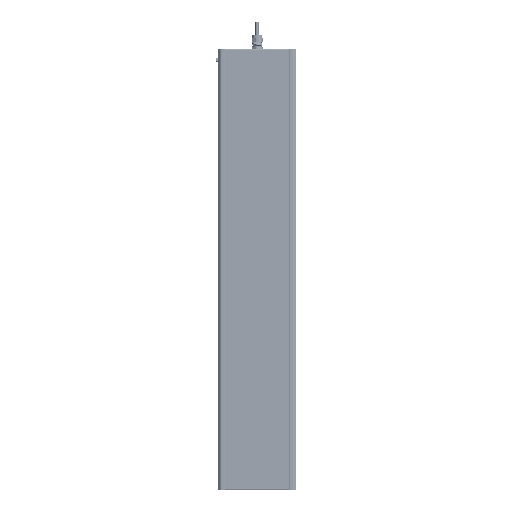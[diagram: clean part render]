
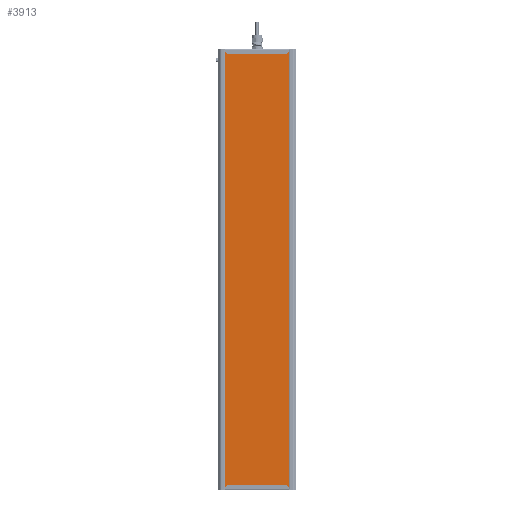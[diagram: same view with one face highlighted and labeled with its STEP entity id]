
A CAD part, front view. The second image highlights one B-rep face of the part: STEP entity #3913.
In plain terms, the highlighted face is planar.
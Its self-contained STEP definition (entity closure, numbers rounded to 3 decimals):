
#3913=ADVANCED_FACE('',(#10497),#10499,.T.);
#10497=FACE_BOUND('',#10498,.T.);
#10498=EDGE_LOOP('',(#41405,#41406,#41407,#41408));
#10499=PLANE('',#10500);
#10500=AXIS2_PLACEMENT_3D('',#10501,#10502,#10503);
#10501=CARTESIAN_POINT('',(2111.497,401.002,-34.582));
#10502=DIRECTION('',(0.,0.,-1.));
#10503=DIRECTION('',(0.,1.,0.));
#41405=ORIENTED_EDGE('',*,*,#47259,.F.);
#41406=ORIENTED_EDGE('',*,*,#47258,.T.);
#41407=ORIENTED_EDGE('',*,*,#47260,.F.);
#41408=ORIENTED_EDGE('',*,*,#47250,.F.);
#47250=EDGE_CURVE('',#51614,#51617,#51618,.T.);
#47258=EDGE_CURVE('',#51627,#51629,#51631,.T.);
#47259=EDGE_CURVE('',#51627,#51614,#51632,.T.);
#47260=EDGE_CURVE('',#51617,#51629,#51633,.T.);
#51614=VERTEX_POINT('',#60788);
#51617=VERTEX_POINT('',#60793);
#51618=LINE('',#60794,#60795);
#51627=VERTEX_POINT('',#60815);
#51629=VERTEX_POINT('',#60819);
#51631=LINE('',#60823,#60824);
#51632=LINE('',#60826,#60827);
#51633=LINE('',#60829,#60830);
#60788=CARTESIAN_POINT('',(2111.497,401.002,-34.582));
#60793=CARTESIAN_POINT('',(3157.497,401.002,-34.582));
#60794=CARTESIAN_POINT('',(2111.497,401.002,-34.582));
#60795=VECTOR('',#60796,1.);
#60796=DIRECTION('',(1.,0.,0.));
#60815=CARTESIAN_POINT('',(2111.497,565.13,-34.582));
#60819=CARTESIAN_POINT('',(3157.497,565.13,-34.582));
#60823=CARTESIAN_POINT('',(2111.497,565.13,-34.582));
#60824=VECTOR('',#60825,1.);
#60825=DIRECTION('',(1.,0.,0.));
#60826=CARTESIAN_POINT('',(2111.497,565.13,-34.582));
#60827=VECTOR('',#60828,1.);
#60828=DIRECTION('',(0.,-1.,0.));
#60829=CARTESIAN_POINT('',(3157.497,401.002,-34.582));
#60830=VECTOR('',#60831,1.);
#60831=DIRECTION('',(0.,1.,0.));
